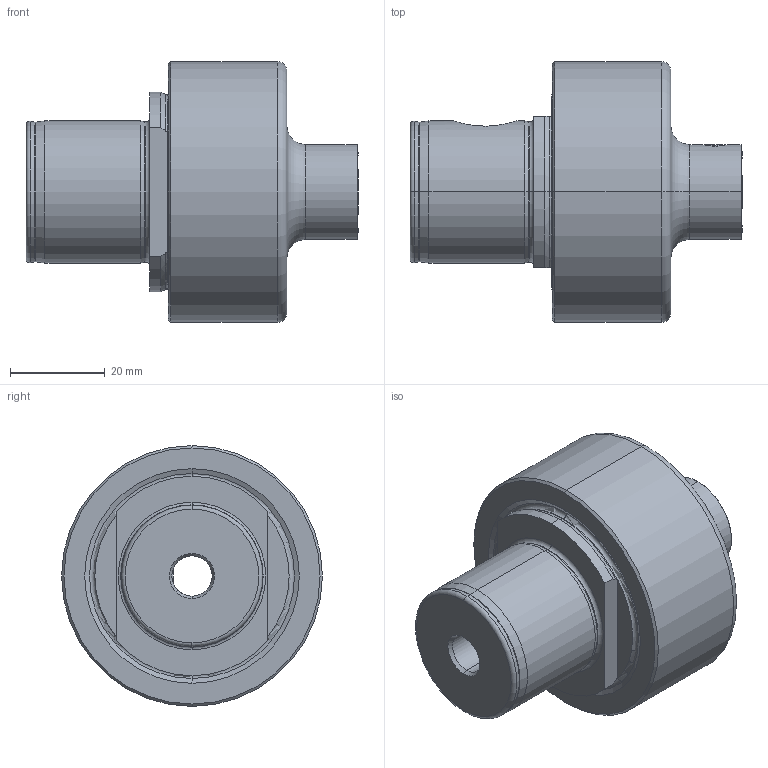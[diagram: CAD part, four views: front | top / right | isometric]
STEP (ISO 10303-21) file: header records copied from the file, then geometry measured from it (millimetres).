
FILE_DESCRIPTION (( 'STEP AP203' ), '1' );
FILE_NAME ('122.550.201.STEP', '2018-03-13T13:33:24', ( 'SWIAdmin' ), ( 'Hewlett-Packard Company' ), 'SwSTEP 2.0', 'SolidWorks 2017', '' );
FILE_SCHEMA (( 'CONFIG_CONTROL_DESIGN' ));
Length unit declared in the file: millimetre
Products named in the file (3): MB5-MB1.K01.040_C; MB1-ER1.001.006_A; 122.550.201
Assembly tree (2 placements, depth 2):
  122.550.201
    MB5-MB1.K01.040_C
    MB1-ER1.001.006_A
Bounding box: 70 x 55 x 55 mm (x, y, z)
Volume: 81784.4 mm3; surface area: 14880.7 mm2
Topology: 2 solids, 2 shells, 135 faces, 311 edges, 184 vertices
Faces by surface type: cone 46, cylinder 34, plane 31, torus 24
Entity records: 4455 total; most frequent: CARTESIAN_POINT 1073, DIRECTION 698, ORIENTED_EDGE 618, EDGE_CURVE 309, AXIS2_PLACEMENT_3D 295, VERTEX_POINT 184, CIRCLE 155, EDGE_LOOP 147
